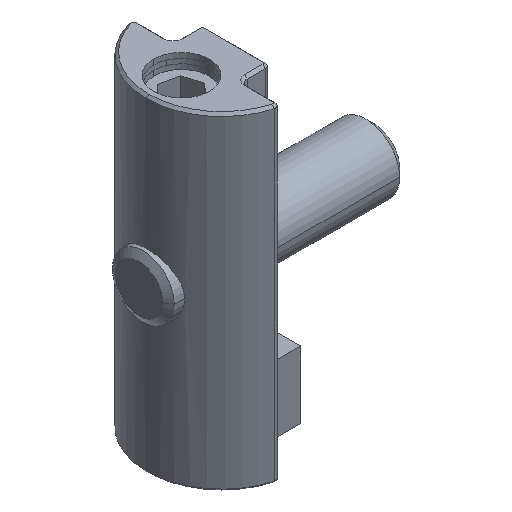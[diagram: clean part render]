
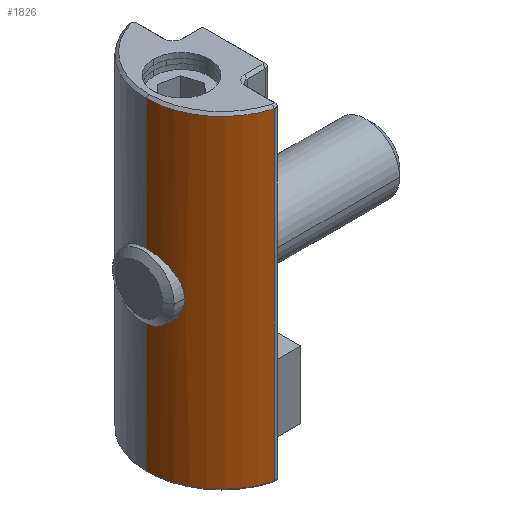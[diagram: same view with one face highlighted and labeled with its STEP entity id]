
A CAD part, isometric view. The second image highlights one B-rep face of the part: STEP entity #1826.
In plain terms, the highlighted cylindrical face has radius 9 mm (diameter 18 mm), a partial arc.
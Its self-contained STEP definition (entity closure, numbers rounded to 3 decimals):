
#871 = CARTESIAN_POINT ( 'NONE',  ( -5.268, -0.002, -8.25 ) ) ;
#901 = CARTESIAN_POINT ( 'NONE',  ( -5.268, -0.002, -23.7 ) ) ;
#903 = CARTESIAN_POINT ( 'NONE',  ( 1.297, -8.666, 14.7 ) ) ;
#904 = CARTESIAN_POINT ( 'NONE',  ( -5.268, -0.002, -0.75 ) ) ;
#938 = CARTESIAN_POINT ( 'NONE',  ( -5.268, -0.002, 14.7 ) ) ;
#950 = CARTESIAN_POINT ( 'NONE',  ( 1.297, -8.666, -23.7 ) ) ;
#989 = CIRCLE ( 'NONE', #1060, 9. ) ;
#999 = CIRCLE ( 'NONE', #1116, 9. ) ;
#1021 = VECTOR ( 'NONE', #2709, 1000. ) ;
#1033 = AXIS2_PLACEMENT_3D ( 'NONE', #2825, #2822, #2827 ) ;
#1060 = AXIS2_PLACEMENT_3D ( 'NONE', #2981, #2982, #2983 ) ;
#1103 = VECTOR ( 'NONE', #2978, 1000. ) ;
#1116 = AXIS2_PLACEMENT_3D ( 'NONE', #2815, #2816, #2817 ) ;
#1157 = VECTOR ( 'NONE', #3008, 1000. ) ;
#1184 = VERTEX_POINT ( 'NONE', #2289 ) ;
#1233 = ORIENTED_EDGE ( 'NONE', *, *, #1855, .T. ) ;
#1298 = VERTEX_POINT ( 'NONE', #950 ) ;
#1304 = VERTEX_POINT ( 'NONE', #904 ) ;
#1316 = VERTEX_POINT ( 'NONE', #903 ) ;
#1338 = VERTEX_POINT ( 'NONE', #938 ) ;
#1339 = ORIENTED_EDGE ( 'NONE', *, *, #1858, .T. ) ;
#1346 = VERTEX_POINT ( 'NONE', #871 ) ;
#1363 = ORIENTED_EDGE ( 'NONE', *, *, #1817, .T. ) ;
#1391 = VERTEX_POINT ( 'NONE', #901 ) ;
#1817 = EDGE_CURVE ( 'NONE', #1298, #1316, #2707, .T. ) ;
#1823 = EDGE_CURVE ( 'NONE', #1316, #1338, #999, .T. ) ;
#1826 = ADVANCED_FACE ( 'NONE', ( #2824 ), #2823, .T. ) ;
#1855 = EDGE_CURVE ( 'NONE', #1304, #1184, #3063, .T. ) ;
#1856 = EDGE_CURVE ( 'NONE', #1338, #1304, #2976, .T. ) ;
#1857 = EDGE_CURVE ( 'NONE', #1391, #1298, #989, .T. ) ;
#1858 = EDGE_CURVE ( 'NONE', #1184, #1346, #3061, .T. ) ;
#1860 = EDGE_CURVE ( 'NONE', #1346, #1391, #3006, .T. ) ;
#2190 = ORIENTED_EDGE ( 'NONE', *, *, #1857, .T. ) ;
#2193 = ORIENTED_EDGE ( 'NONE', *, *, #1856, .T. ) ;
#2206 = ORIENTED_EDGE ( 'NONE', *, *, #1823, .T. ) ;
#2260 = EDGE_LOOP ( 'NONE', ( #2206, #2193, #1233, #1339, #2263, #2190, #1363 ) ) ;
#2263 = ORIENTED_EDGE ( 'NONE', *, *, #1860, .T. ) ;
#2289 = CARTESIAN_POINT ( 'NONE',  ( -4.45, -3.75, -4.5 ) ) ;
#2707 = LINE ( 'NONE', #2708, #1021 ) ;
#2708 = CARTESIAN_POINT ( 'NONE',  ( 1.297, -8.666, 15.62 ) ) ;
#2709 = DIRECTION ( 'NONE',  ( 0., 0., 1. ) ) ;
#2815 = CARTESIAN_POINT ( 'NONE',  ( 3.732, -0.002, 14.7 ) ) ;
#2816 = DIRECTION ( 'NONE',  ( 0., 0., -1. ) ) ;
#2817 = DIRECTION ( 'NONE',  ( -1., 0., 0. ) ) ;
#2822 = DIRECTION ( 'NONE',  ( 0., 0., -1. ) ) ;
#2823 = CYLINDRICAL_SURFACE ( 'NONE', #1033, 9. ) ;
#2824 = FACE_OUTER_BOUND ( 'NONE', #2260, .T. ) ;
#2825 = CARTESIAN_POINT ( 'NONE',  ( 3.732, -0.002, 15.62 ) ) ;
#2827 = DIRECTION ( 'NONE',  ( -1., 0., 0. ) ) ;
#2957 = CARTESIAN_POINT ( 'NONE',  ( -5.268, -0.249, -0.75 ) ) ;
#2958 = CARTESIAN_POINT ( 'NONE',  ( -5.268, -0.002, -0.75 ) ) ;
#2960 = CARTESIAN_POINT ( 'NONE',  ( -5.258, -0.495, -0.774 ) ) ;
#2961 = CARTESIAN_POINT ( 'NONE',  ( -5.218, -0.985, -0.873 ) ) ;
#2962 = CARTESIAN_POINT ( 'NONE',  ( -5.188, -1.22, -0.946 ) ) ;
#2963 = CARTESIAN_POINT ( 'NONE',  ( -5.115, -1.672, -1.134 ) ) ;
#2964 = CARTESIAN_POINT ( 'NONE',  ( -5.07, -1.89, -1.252 ) ) ;
#2965 = CARTESIAN_POINT ( 'NONE',  ( -4.974, -2.294, -1.524 ) ) ;
#2966 = CARTESIAN_POINT ( 'NONE',  ( -4.922, -2.481, -1.678 ) ) ;
#2967 = CARTESIAN_POINT ( 'NONE',  ( -4.816, -2.825, -2.022 ) ) ;
#2968 = CARTESIAN_POINT ( 'NONE',  ( -4.762, -2.98, -2.211 ) ) ;
#2969 = CARTESIAN_POINT ( 'NONE',  ( -4.663, -3.25, -2.613 ) ) ;
#2970 = CARTESIAN_POINT ( 'NONE',  ( -4.617, -3.365, -2.828 ) ) ;
#2971 = CARTESIAN_POINT ( 'NONE',  ( -4.537, -3.556, -3.284 ) ) ;
#2972 = CARTESIAN_POINT ( 'NONE',  ( -4.506, -3.628, -3.518 ) ) ;
#2973 = CARTESIAN_POINT ( 'NONE',  ( -4.462, -3.725, -4. ) ) ;
#2974 = CARTESIAN_POINT ( 'NONE',  ( -4.45, -3.75, -4.249 ) ) ;
#2975 = CARTESIAN_POINT ( 'NONE',  ( -4.45, -3.75, -4.5 ) ) ;
#2976 = LINE ( 'NONE', #2977, #1103 ) ;
#2977 = CARTESIAN_POINT ( 'NONE',  ( -5.268, -0.002, 15.62 ) ) ;
#2978 = DIRECTION ( 'NONE',  ( 0., 0., -1. ) ) ;
#2979 = CARTESIAN_POINT ( 'NONE',  ( -4.45, -3.75, -4.5 ) ) ;
#2980 = CARTESIAN_POINT ( 'NONE',  ( -4.45, -3.75, -4.751 ) ) ;
#2981 = CARTESIAN_POINT ( 'NONE',  ( 3.732, -0.002, -23.7 ) ) ;
#2982 = DIRECTION ( 'NONE',  ( 0., 0., 1. ) ) ;
#2983 = DIRECTION ( 'NONE',  ( -1., 0., 0. ) ) ;
#2985 = CARTESIAN_POINT ( 'NONE',  ( -4.462, -3.725, -4.997 ) ) ;
#2986 = CARTESIAN_POINT ( 'NONE',  ( -4.505, -3.628, -5.48 ) ) ;
#2987 = CARTESIAN_POINT ( 'NONE',  ( -4.538, -3.555, -5.72 ) ) ;
#2988 = CARTESIAN_POINT ( 'NONE',  ( -4.617, -3.366, -6.172 ) ) ;
#2989 = CARTESIAN_POINT ( 'NONE',  ( -4.663, -3.25, -6.386 ) ) ;
#2990 = CARTESIAN_POINT ( 'NONE',  ( -4.763, -2.978, -6.792 ) ) ;
#2991 = CARTESIAN_POINT ( 'NONE',  ( -4.817, -2.822, -6.981 ) ) ;
#2992 = CARTESIAN_POINT ( 'NONE',  ( -4.922, -2.481, -7.323 ) ) ;
#2993 = CARTESIAN_POINT ( 'NONE',  ( -4.974, -2.293, -7.478 ) ) ;
#2994 = CARTESIAN_POINT ( 'NONE',  ( -5.071, -1.885, -7.751 ) ) ;
#2995 = CARTESIAN_POINT ( 'NONE',  ( -5.115, -1.671, -7.866 ) ) ;
#2996 = CARTESIAN_POINT ( 'NONE',  ( -5.188, -1.22, -8.054 ) ) ;
#2997 = CARTESIAN_POINT ( 'NONE',  ( -5.218, -0.981, -8.128 ) ) ;
#2998 = CARTESIAN_POINT ( 'NONE',  ( -5.258, -0.495, -8.225 ) ) ;
#2999 = CARTESIAN_POINT ( 'NONE',  ( -5.268, -0.25, -8.25 ) ) ;
#3000 = CARTESIAN_POINT ( 'NONE',  ( -5.268, -0.002, -8.25 ) ) ;
#3006 = LINE ( 'NONE', #3007, #1157 ) ;
#3007 = CARTESIAN_POINT ( 'NONE',  ( -5.268, -0.002, 15.62 ) ) ;
#3008 = DIRECTION ( 'NONE',  ( 0., 0., -1. ) ) ;
#3061 = B_SPLINE_CURVE_WITH_KNOTS ( 'NONE', 3,
 ( #2979, #2980, #2985, #2986, #2987, #2988, #2989, #2990, #2991, #2992, #2993, #2994, #2995, #2996, #2997, #2998, #2999, #3000 ),
 .UNSPECIFIED., .F., .F.,
 ( 4, 2, 2, 2, 2, 2, 2, 2, 4 ),
 ( 0., 0.001, 0.001, 0.002, 0.003, 0.004, 0.004, 0.005, 0.006 ),
 .UNSPECIFIED. ) ;
#3063 = B_SPLINE_CURVE_WITH_KNOTS ( 'NONE', 3,
 ( #2958, #2957, #2960, #2961, #2962, #2963, #2964, #2965, #2966, #2967, #2968, #2969, #2970, #2971, #2972, #2973, #2974, #2975 ),
 .UNSPECIFIED., .F., .F.,
 ( 4, 2, 2, 2, 2, 2, 2, 2, 4 ),
 ( 0.018, 0.019, 0.019, 0.02, 0.021, 0.021, 0.022, 0.023, 0.024 ),
 .UNSPECIFIED. ) ;
